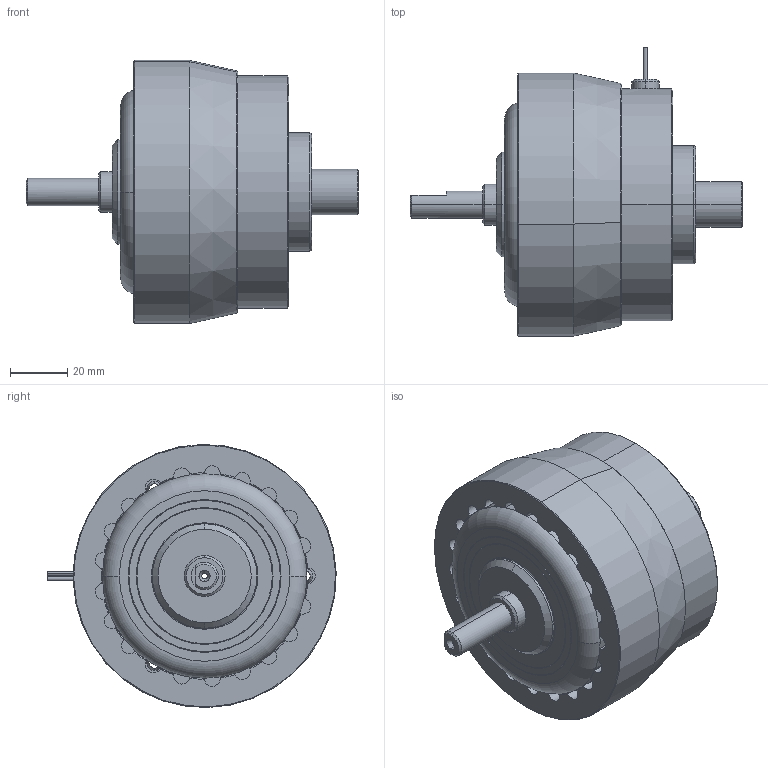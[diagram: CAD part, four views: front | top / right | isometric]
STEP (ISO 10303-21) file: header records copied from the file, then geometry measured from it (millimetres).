
FILE_DESCRIPTION (( 'STEP AP214' ), '1' );
FILE_NAME ('HCS-100_A_EF.STEP', '2013-06-17T16:26:34', ( 'Jeff' ), ( '' ), 'SwSTEP 2.0', 'SolidWorks 2013', '' );
FILE_SCHEMA (( 'AUTOMOTIVE_DESIGN' ));
Length unit declared in the file: inch
Products named in the file (1): HCS-100_A_EF
Bounding box: 116.13 x 100.89 x 92.05 mm (x, y, z)
Surface area: 49402 mm2 (no closed solid volume)
Topology: 0 solids, 10 shells, 192 faces, 710 edges, 536 vertices
Faces by surface type: cylinder 81, cone 63, plane 38, torus 10
Entity records: 10428 total; most frequent: CARTESIAN_POINT 1911, DIRECTION 1302, ORIENTED_EDGE 1084, EDGE_CURVE 710, AXIS2_PLACEMENT_3D 537, VERTEX_POINT 536, CIRCLE 344, EDGE_LOOP 245
